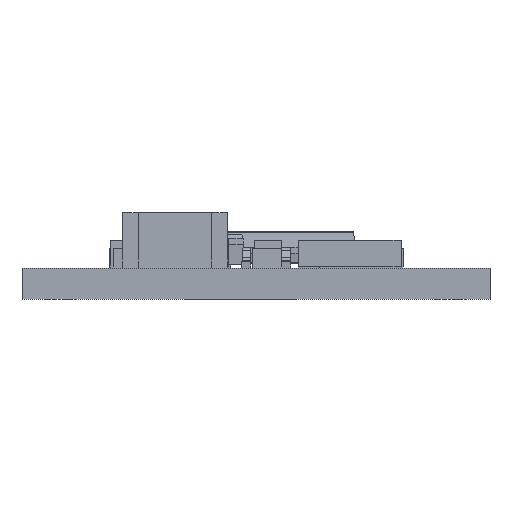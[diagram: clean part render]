
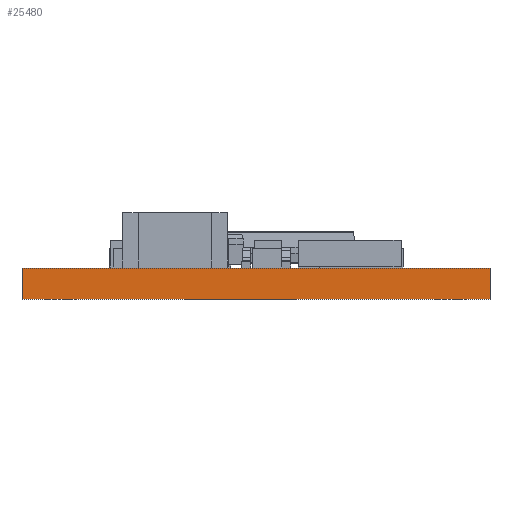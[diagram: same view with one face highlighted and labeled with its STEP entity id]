
A CAD part, front view. The second image highlights one B-rep face of the part: STEP entity #25480.
In plain terms, the highlighted planar face has unit normal (0, -1, 0).
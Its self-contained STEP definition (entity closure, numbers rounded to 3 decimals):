
#2028 = EDGE_CURVE ( 'NONE', #25258, #5761, #3322, .T. ) ;
#2446 = DIRECTION ( 'NONE',  ( 0., 0., 1. ) ) ;
#2772 = CARTESIAN_POINT ( 'NONE',  ( 0., 0., 1.016 ) ) ;
#3322 = LINE ( 'NONE', #4054, #13164 ) ;
#4054 = CARTESIAN_POINT ( 'NONE',  ( 15.24, 0., 1.016 ) ) ;
#4336 = ORIENTED_EDGE ( 'NONE', *, *, #10804, .T. ) ;
#4643 = CARTESIAN_POINT ( 'NONE',  ( 0., 0., 0. ) ) ;
#5007 = EDGE_CURVE ( 'NONE', #34451, #46271, #12102, .T. ) ;
#5246 = VECTOR ( 'NONE', #22091, 1000. ) ;
#5761 = VERTEX_POINT ( 'NONE', #24960 ) ;
#6858 = LINE ( 'NONE', #15079, #25349 ) ;
#8515 = EDGE_CURVE ( 'NONE', #34451, #25258, #6858, .T. ) ;
#10190 = ORIENTED_EDGE ( 'NONE', *, *, #5007, .T. ) ;
#10804 = EDGE_CURVE ( 'NONE', #46271, #5761, #27772, .T. ) ;
#12102 = LINE ( 'NONE', #14233, #47439 ) ;
#13164 = VECTOR ( 'NONE', #30179, 1000. ) ;
#13279 = CARTESIAN_POINT ( 'NONE',  ( 0., 0., 1.016 ) ) ;
#14233 = CARTESIAN_POINT ( 'NONE',  ( 0., 0., 1.016 ) ) ;
#15079 = CARTESIAN_POINT ( 'NONE',  ( 0., 0., 1.016 ) ) ;
#15242 = ORIENTED_EDGE ( 'NONE', *, *, #8515, .F. ) ;
#22091 = DIRECTION ( 'NONE',  ( 1., 0., 0. ) ) ;
#22661 = DIRECTION ( 'NONE',  ( 1., 0., 0. ) ) ;
#24960 = CARTESIAN_POINT ( 'NONE',  ( 15.24, 0., 0. ) ) ;
#25258 = VERTEX_POINT ( 'NONE', #47934 ) ;
#25333 = CARTESIAN_POINT ( 'NONE',  ( 0., 0., 0. ) ) ;
#25349 = VECTOR ( 'NONE', #22661, 1000. ) ;
#25472 = FACE_OUTER_BOUND ( 'NONE', #27675, .T. ) ;
#25480 = ADVANCED_FACE ( 'NONE', ( #25472 ), #35154, .F. ) ;
#27675 = EDGE_LOOP ( 'NONE', ( #4336, #47434, #15242, #10190 ) ) ;
#27772 = LINE ( 'NONE', #25333, #5246 ) ;
#30179 = DIRECTION ( 'NONE',  ( 0., 0., -1. ) ) ;
#34451 = VERTEX_POINT ( 'NONE', #2772 ) ;
#35154 = PLANE ( 'NONE',  #43739 ) ;
#43739 = AXIS2_PLACEMENT_3D ( 'NONE', #13279, #46593, #2446 ) ;
#46271 = VERTEX_POINT ( 'NONE', #4643 ) ;
#46593 = DIRECTION ( 'NONE',  ( 0., 1., 0. ) ) ;
#46764 = DIRECTION ( 'NONE',  ( 0., 0., -1. ) ) ;
#47434 = ORIENTED_EDGE ( 'NONE', *, *, #2028, .F. ) ;
#47439 = VECTOR ( 'NONE', #46764, 1000. ) ;
#47934 = CARTESIAN_POINT ( 'NONE',  ( 15.24, 0., 1.016 ) ) ;
